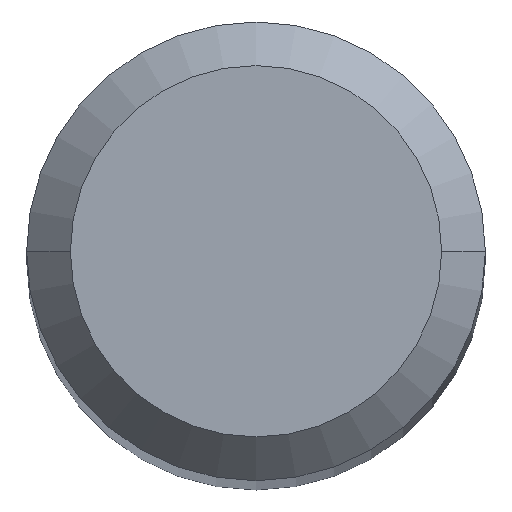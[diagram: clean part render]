
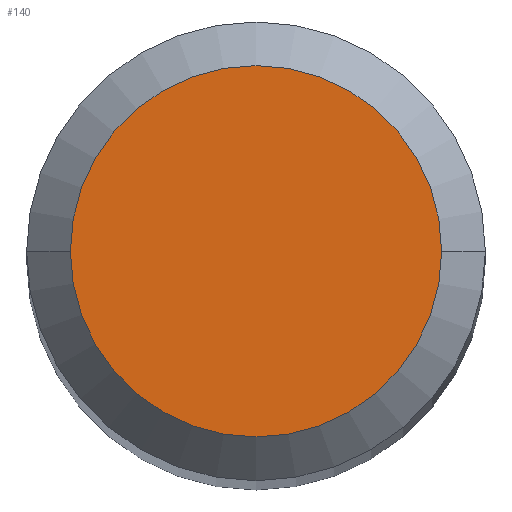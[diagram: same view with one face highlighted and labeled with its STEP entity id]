
A CAD part, top view. The second image highlights one B-rep face of the part: STEP entity #140.
In plain terms, the highlighted planar face has unit normal (0, 0, 1).
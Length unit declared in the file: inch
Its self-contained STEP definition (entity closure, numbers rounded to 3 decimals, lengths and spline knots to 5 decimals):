
#2 = DIRECTION ( 'NONE',  ( 1., 0., 0. ) ) ;
#4 = FACE_OUTER_BOUND ( 'NONE', #122, .T. ) ;
#6 = ORIENTED_EDGE ( 'NONE', *, *, #160, .T. ) ;
#11 = DIRECTION ( 'NONE',  ( 0., 0., 1. ) ) ;
#16 = DIRECTION ( 'NONE',  ( 1., 0., 0. ) ) ;
#30 = VERTEX_POINT ( 'NONE', #72 ) ;
#68 = DIRECTION ( 'NONE',  ( 0., 0., 1. ) ) ;
#72 = CARTESIAN_POINT ( 'NONE',  ( -0.06374, 0., 1.9685 ) ) ;
#79 = AXIS2_PLACEMENT_3D ( 'NONE', #154, #68, #2 ) ;
#101 = ORIENTED_EDGE ( 'NONE', *, *, #102, .T. ) ;
#102 = EDGE_CURVE ( 'NONE', #232, #30, #182, .T. ) ;
#111 = AXIS2_PLACEMENT_3D ( 'NONE', #226, #11, #163 ) ;
#113 = CARTESIAN_POINT ( 'NONE',  ( 0., 0., 1.9685 ) ) ;
#122 = EDGE_LOOP ( 'NONE', ( #6, #101 ) ) ;
#136 = CARTESIAN_POINT ( 'NONE',  ( 0.06374, 0., 1.9685 ) ) ;
#140 = ADVANCED_FACE ( 'NONE', ( #4 ), #147, .T. ) ;
#147 = PLANE ( 'NONE',  #210 ) ;
#154 = CARTESIAN_POINT ( 'NONE',  ( 0., 0., 1.9685 ) ) ;
#160 = EDGE_CURVE ( 'NONE', #30, #232, #244, .T. ) ;
#163 = DIRECTION ( 'NONE',  ( 1., 0., 0. ) ) ;
#182 = CIRCLE ( 'NONE', #79, 0.06374 ) ;
#189 = DIRECTION ( 'NONE',  ( 0., 0., 1. ) ) ;
#210 = AXIS2_PLACEMENT_3D ( 'NONE', #113, #189, #16 ) ;
#226 = CARTESIAN_POINT ( 'NONE',  ( 0., 0., 1.9685 ) ) ;
#232 = VERTEX_POINT ( 'NONE', #136 ) ;
#244 = CIRCLE ( 'NONE', #111, 0.06374 ) ;
